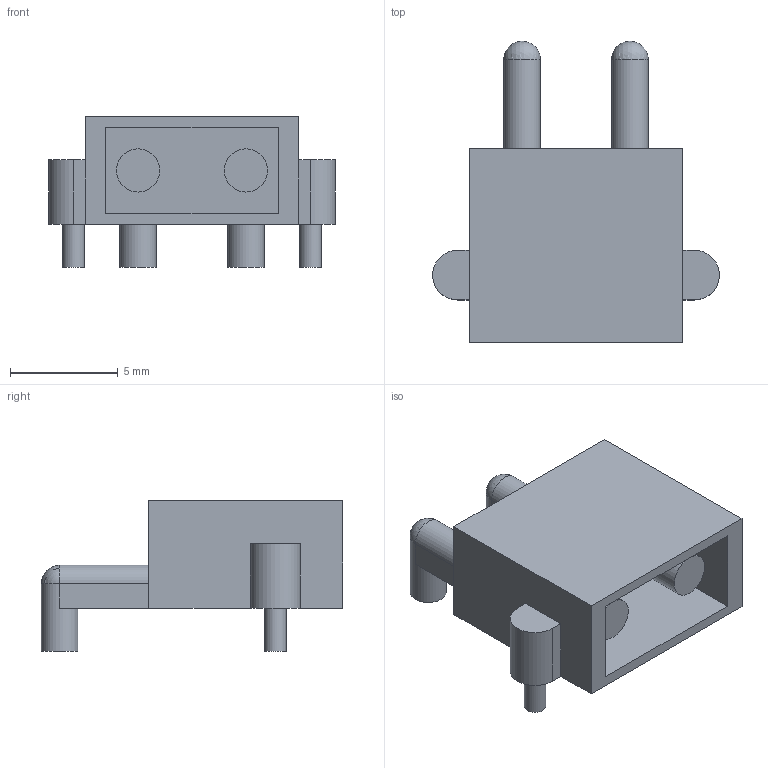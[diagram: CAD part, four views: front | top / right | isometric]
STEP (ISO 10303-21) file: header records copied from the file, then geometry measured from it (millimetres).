
FILE_DESCRIPTION(('STEP AP214'), '1');
FILE_NAME('XT30PW-M', '', ('UNSPECIFIED'), ('UNSPECIFIED'), 'ASCON STEP Converter 1.6', 'ASCON Math Kernel', '');
FILE_SCHEMA(('AUTOMOTIVE_DESIGN { 1 0 10303 214 3 1 1}'));
Length unit declared in the file: millimetre
Bounding box: 13.3 x 13.98 x 7 mm (x, y, z)
Volume: 295.2 mm3; surface area: 770.8 mm2
Topology: 1 solids, 1 shells, 39 faces, 94 edges, 58 vertices
Faces by surface type: plane 27, cylinder 10, sphere 2
Full cylindrical faces by diameter (mm): 1 x2, 1.7 x2, 2 x2
Entity records: 1424 total; most frequent: DIRECTION 186, CARTESIAN_POINT 182, ORIENTED_EDGE 168, EDGE_CURVE 84, AXIS2_PLACEMENT_3D 62, LINE 62, VECTOR 62, VERTEX_POINT 58
